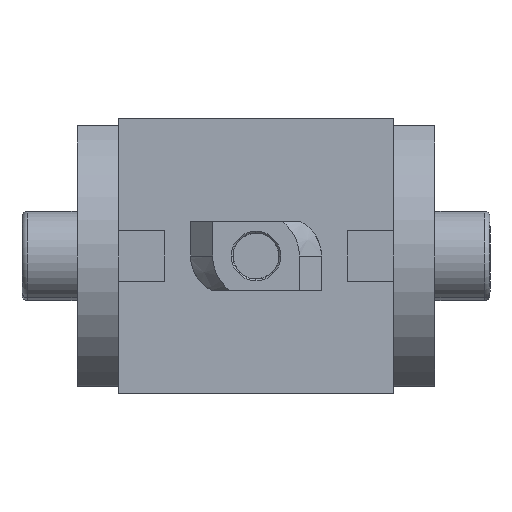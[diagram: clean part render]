
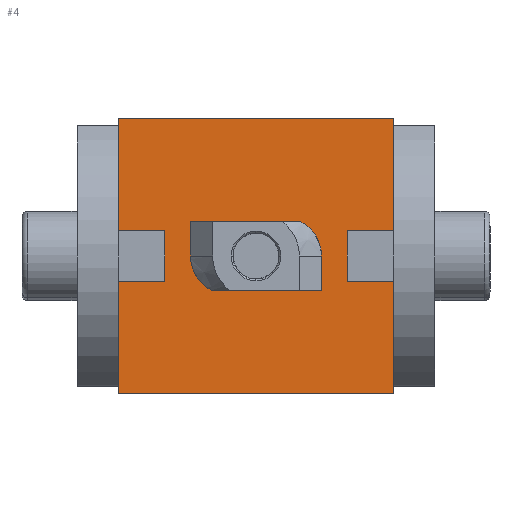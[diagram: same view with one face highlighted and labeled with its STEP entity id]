
A CAD part, front view. The second image highlights one B-rep face of the part: STEP entity #4.
In plain terms, the highlighted planar face has unit normal (0, -1, 0).
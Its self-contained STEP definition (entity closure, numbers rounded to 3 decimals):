
#4 = ADVANCED_FACE ( 'NONE', ( #822, #3097 ), #2263, .F. ) ;
#62 = ORIENTED_EDGE ( 'NONE', *, *, #1298, .F. ) ;
#129 = CARTESIAN_POINT ( 'NONE',  ( -20., -10., 40. ) ) ;
#198 = VERTEX_POINT ( 'NONE', #4617 ) ;
#199 = AXIS2_PLACEMENT_3D ( 'NONE', #469, #4088, #5792 ) ;
#227 = VERTEX_POINT ( 'NONE', #2339 ) ;
#255 = EDGE_LOOP ( 'NONE', ( #3633, #5892, #5357, #5710, #62, #2133, #2690, #1337, #416, #3483, #854, #5098 ) ) ;
#267 = CARTESIAN_POINT ( 'NONE',  ( 3.7, -10., 6.75 ) ) ;
#336 = LINE ( 'NONE', #2612, #4323 ) ;
#416 = ORIENTED_EDGE ( 'NONE', *, *, #453, .F. ) ;
#453 = EDGE_CURVE ( 'NONE', #198, #3155, #5837, .T. ) ;
#469 = CARTESIAN_POINT ( 'NONE',  ( -20., -10., 40. ) ) ;
#625 = CARTESIAN_POINT ( 'NONE',  ( 3.7, -10., 33.25 ) ) ;
#658 = LINE ( 'NONE', #717, #3770 ) ;
#659 = LINE ( 'NONE', #2875, #2273 ) ;
#674 = VERTEX_POINT ( 'NONE', #1381 ) ;
#709 = CARTESIAN_POINT ( 'NONE',  ( -3.7, -10., 33.25 ) ) ;
#717 = CARTESIAN_POINT ( 'NONE',  ( -20., -10., 40. ) ) ;
#822 = FACE_BOUND ( 'NONE', #3226, .T. ) ;
#854 = ORIENTED_EDGE ( 'NONE', *, *, #3498, .T. ) ;
#891 = EDGE_CURVE ( 'NONE', #2699, #227, #1586, .T. ) ;
#903 = CIRCLE ( 'NONE', #1190, 4.125 ) ;
#972 = DIRECTION ( 'NONE',  ( 0., 0., 1. ) ) ;
#979 = ORIENTED_EDGE ( 'NONE', *, *, #4556, .F. ) ;
#1120 = LINE ( 'NONE', #2498, #5559 ) ;
#1188 = CARTESIAN_POINT ( 'NONE',  ( 0., -10., 20. ) ) ;
#1190 = AXIS2_PLACEMENT_3D ( 'NONE', #3857, #2959, #1195 ) ;
#1195 = DIRECTION ( 'NONE',  ( 0., 0., -1. ) ) ;
#1298 = EDGE_CURVE ( 'NONE', #2854, #4593, #5065, .T. ) ;
#1299 = CARTESIAN_POINT ( 'NONE',  ( 0., -10., 15.875 ) ) ;
#1316 = CARTESIAN_POINT ( 'NONE',  ( 20., -10., 40. ) ) ;
#1337 = ORIENTED_EDGE ( 'NONE', *, *, #3807, .F. ) ;
#1345 = DIRECTION ( 'NONE',  ( 0., 0., -1. ) ) ;
#1381 = CARTESIAN_POINT ( 'NONE',  ( -20., -10., 40. ) ) ;
#1479 = LINE ( 'NONE', #2268, #1839 ) ;
#1500 = EDGE_CURVE ( 'NONE', #3293, #4593, #659, .T. ) ;
#1511 = VECTOR ( 'NONE', #2829, 1000. ) ;
#1519 = DIRECTION ( 'NONE',  ( 0., -1., 0. ) ) ;
#1574 = DIRECTION ( 'NONE',  ( 0., 0., -1. ) ) ;
#1586 = LINE ( 'NONE', #3419, #2513 ) ;
#1839 = VECTOR ( 'NONE', #972, 1000. ) ;
#1841 = CARTESIAN_POINT ( 'NONE',  ( 0., -10., 24.125 ) ) ;
#1844 = LINE ( 'NONE', #2177, #3286 ) ;
#2116 = VECTOR ( 'NONE', #5266, 1000. ) ;
#2133 = ORIENTED_EDGE ( 'NONE', *, *, #5787, .F. ) ;
#2177 = CARTESIAN_POINT ( 'NONE',  ( -20., -10., 0. ) ) ;
#2219 = VECTOR ( 'NONE', #5671, 1000. ) ;
#2226 = DIRECTION ( 'NONE',  ( 0., 0., 1. ) ) ;
#2244 = DIRECTION ( 'NONE',  ( 1., 0., 0. ) ) ;
#2263 = PLANE ( 'NONE',  #199 ) ;
#2268 = CARTESIAN_POINT ( 'NONE',  ( 3.7, -10., 6.75 ) ) ;
#2273 = VECTOR ( 'NONE', #3493, 1000. ) ;
#2296 = VERTEX_POINT ( 'NONE', #4743 ) ;
#2339 = CARTESIAN_POINT ( 'NONE',  ( -3.7, -10., 6.75 ) ) ;
#2461 = VECTOR ( 'NONE', #2780, 1000. ) ;
#2467 = DIRECTION ( 'NONE',  ( -1., 0., 0. ) ) ;
#2498 = CARTESIAN_POINT ( 'NONE',  ( -20., -10., 40. ) ) ;
#2513 = VECTOR ( 'NONE', #2467, 1000. ) ;
#2612 = CARTESIAN_POINT ( 'NONE',  ( 3.7, -10., 33.25 ) ) ;
#2690 = ORIENTED_EDGE ( 'NONE', *, *, #3587, .F. ) ;
#2699 = VERTEX_POINT ( 'NONE', #267 ) ;
#2739 = LINE ( 'NONE', #3675, #5918 ) ;
#2780 = DIRECTION ( 'NONE',  ( 0., 0., -1. ) ) ;
#2829 = DIRECTION ( 'NONE',  ( 1., 0., 0. ) ) ;
#2854 = VERTEX_POINT ( 'NONE', #1316 ) ;
#2875 = CARTESIAN_POINT ( 'NONE',  ( -20., -10., 0. ) ) ;
#2959 = DIRECTION ( 'NONE',  ( 0., -1., 0. ) ) ;
#3045 = EDGE_CURVE ( 'NONE', #3995, #5571, #4943, .T. ) ;
#3097 = FACE_OUTER_BOUND ( 'NONE', #255, .T. ) ;
#3101 = CARTESIAN_POINT ( 'NONE',  ( 3.7, -10., 0. ) ) ;
#3155 = VERTEX_POINT ( 'NONE', #709 ) ;
#3226 = EDGE_LOOP ( 'NONE', ( #4783, #979 ) ) ;
#3277 = LINE ( 'NONE', #129, #1511 ) ;
#3286 = VECTOR ( 'NONE', #2244, 1000. ) ;
#3293 = VERTEX_POINT ( 'NONE', #3101 ) ;
#3302 = DIRECTION ( 'NONE',  ( 0., 0., -1. ) ) ;
#3372 = EDGE_CURVE ( 'NONE', #3293, #2699, #1479, .T. ) ;
#3409 = CARTESIAN_POINT ( 'NONE',  ( 20., -10., 0. ) ) ;
#3419 = CARTESIAN_POINT ( 'NONE',  ( -3.7, -10., 6.75 ) ) ;
#3483 = ORIENTED_EDGE ( 'NONE', *, *, #4644, .F. ) ;
#3493 = DIRECTION ( 'NONE',  ( 1., 0., 0. ) ) ;
#3498 = EDGE_CURVE ( 'NONE', #674, #3977, #1120, .T. ) ;
#3587 = EDGE_CURVE ( 'NONE', #4482, #5656, #336, .T. ) ;
#3633 = ORIENTED_EDGE ( 'NONE', *, *, #5567, .F. ) ;
#3675 = CARTESIAN_POINT ( 'NONE',  ( -3.7, -10., 6.75 ) ) ;
#3770 = VECTOR ( 'NONE', #4790, 1000. ) ;
#3807 = EDGE_CURVE ( 'NONE', #3155, #4482, #3818, .T. ) ;
#3818 = LINE ( 'NONE', #4239, #2219 ) ;
#3857 = CARTESIAN_POINT ( 'NONE',  ( 0., -10., 20. ) ) ;
#3977 = VERTEX_POINT ( 'NONE', #4083 ) ;
#3995 = VERTEX_POINT ( 'NONE', #1299 ) ;
#4083 = CARTESIAN_POINT ( 'NONE',  ( -20., -10., 0. ) ) ;
#4088 = DIRECTION ( 'NONE',  ( 0., 1., 0. ) ) ;
#4219 = CARTESIAN_POINT ( 'NONE',  ( 20., -10., 40. ) ) ;
#4239 = CARTESIAN_POINT ( 'NONE',  ( -3.7, -10., 33.25 ) ) ;
#4323 = VECTOR ( 'NONE', #2226, 1000. ) ;
#4482 = VERTEX_POINT ( 'NONE', #625 ) ;
#4556 = EDGE_CURVE ( 'NONE', #5571, #3995, #903, .T. ) ;
#4593 = VERTEX_POINT ( 'NONE', #3409 ) ;
#4617 = CARTESIAN_POINT ( 'NONE',  ( -3.7, -10., 40. ) ) ;
#4644 = EDGE_CURVE ( 'NONE', #674, #198, #658, .T. ) ;
#4685 = EDGE_CURVE ( 'NONE', #3977, #2296, #1844, .T. ) ;
#4743 = CARTESIAN_POINT ( 'NONE',  ( -3.7, -10., 0. ) ) ;
#4783 = ORIENTED_EDGE ( 'NONE', *, *, #3045, .F. ) ;
#4790 = DIRECTION ( 'NONE',  ( 1., 0., 0. ) ) ;
#4943 = CIRCLE ( 'NONE', #5231, 4.125 ) ;
#5065 = LINE ( 'NONE', #4219, #2461 ) ;
#5098 = ORIENTED_EDGE ( 'NONE', *, *, #4685, .T. ) ;
#5231 = AXIS2_PLACEMENT_3D ( 'NONE', #1188, #1519, #1574 ) ;
#5241 = CARTESIAN_POINT ( 'NONE',  ( -3.7, -10., 33.25 ) ) ;
#5266 = DIRECTION ( 'NONE',  ( 0., 0., -1. ) ) ;
#5357 = ORIENTED_EDGE ( 'NONE', *, *, #3372, .F. ) ;
#5522 = CARTESIAN_POINT ( 'NONE',  ( 3.7, -10., 40. ) ) ;
#5559 = VECTOR ( 'NONE', #3302, 1000. ) ;
#5567 = EDGE_CURVE ( 'NONE', #227, #2296, #2739, .T. ) ;
#5571 = VERTEX_POINT ( 'NONE', #1841 ) ;
#5656 = VERTEX_POINT ( 'NONE', #5522 ) ;
#5671 = DIRECTION ( 'NONE',  ( 1., 0., 0. ) ) ;
#5710 = ORIENTED_EDGE ( 'NONE', *, *, #1500, .T. ) ;
#5787 = EDGE_CURVE ( 'NONE', #5656, #2854, #3277, .T. ) ;
#5792 = DIRECTION ( 'NONE',  ( 0., 0., 1. ) ) ;
#5837 = LINE ( 'NONE', #5241, #2116 ) ;
#5892 = ORIENTED_EDGE ( 'NONE', *, *, #891, .F. ) ;
#5918 = VECTOR ( 'NONE', #1345, 1000. ) ;
